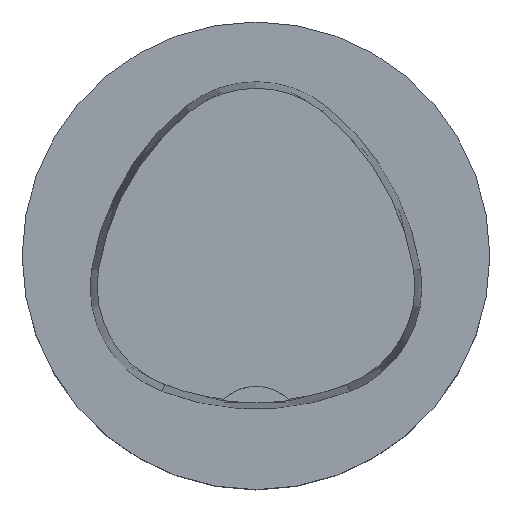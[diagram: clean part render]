
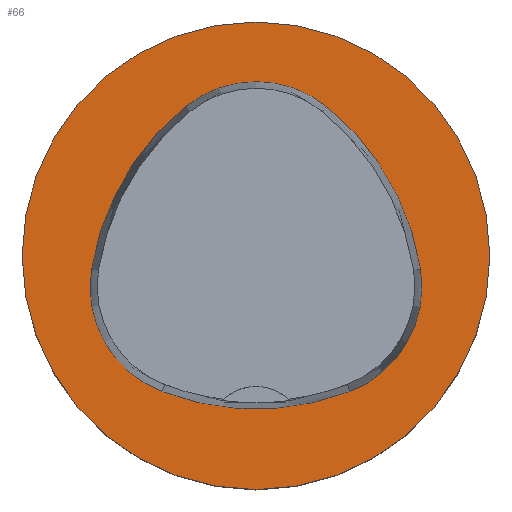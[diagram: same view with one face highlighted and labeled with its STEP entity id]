
A CAD part, top view. The second image highlights one B-rep face of the part: STEP entity #66.
In plain terms, the highlighted planar face has unit normal (0, 0, 1).
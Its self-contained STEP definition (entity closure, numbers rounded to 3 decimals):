
#61=FACE_BOUND('',#95,.T.);
#62=FACE_BOUND('',#96,.T.);
#66=ADVANCED_FACE('',(#61,#62),#77,.F.);
#77=PLANE('',#238);
#95=EDGE_LOOP('',(#111,#112,#113,#114,#115,#116));
#96=EDGE_LOOP('',(#117));
#111=ORIENTED_EDGE('',*,*,#182,.T.);
#112=ORIENTED_EDGE('',*,*,#183,.T.);
#113=ORIENTED_EDGE('',*,*,#184,.T.);
#114=ORIENTED_EDGE('',*,*,#185,.T.);
#115=ORIENTED_EDGE('',*,*,#186,.T.);
#116=ORIENTED_EDGE('',*,*,#187,.T.);
#117=ORIENTED_EDGE('',*,*,#181,.T.);
#162=VERTEX_POINT('',#338);
#163=VERTEX_POINT('',#341);
#164=VERTEX_POINT('',#342);
#165=VERTEX_POINT('',#344);
#166=VERTEX_POINT('',#346);
#167=VERTEX_POINT('',#348);
#168=VERTEX_POINT('',#350);
#181=EDGE_CURVE('',#162,#162,#208,.T.);
#182=EDGE_CURVE('',#163,#164,#209,.T.);
#183=EDGE_CURVE('',#164,#165,#210,.T.);
#184=EDGE_CURVE('',#165,#166,#211,.T.);
#185=EDGE_CURVE('',#166,#167,#212,.T.);
#186=EDGE_CURVE('',#167,#168,#213,.T.);
#187=EDGE_CURVE('',#168,#163,#214,.T.);
#208=CIRCLE('',#230,25.0);
#209=CIRCLE('',#232,28.0);
#210=CIRCLE('',#233,12.0);
#211=CIRCLE('',#234,28.0);
#212=CIRCLE('',#235,12.0);
#213=CIRCLE('',#236,28.0);
#214=CIRCLE('',#237,12.0);
#230=AXIS2_PLACEMENT_3D('',#337,#268,#269);
#232=AXIS2_PLACEMENT_3D('',#340,#272,#273);
#233=AXIS2_PLACEMENT_3D('',#343,#274,#275);
#234=AXIS2_PLACEMENT_3D('',#345,#276,#277);
#235=AXIS2_PLACEMENT_3D('',#347,#278,#279);
#236=AXIS2_PLACEMENT_3D('',#349,#280,#281);
#237=AXIS2_PLACEMENT_3D('',#351,#282,#283);
#238=AXIS2_PLACEMENT_3D('',#352,#284,#285);
#268=DIRECTION('',(0.0,0.0,1.0));
#269=DIRECTION('',(1.0,0.0,0.0));
#272=DIRECTION('',(0.0,0.0,-1.0));
#273=DIRECTION('',(-1.0,0.0,0.0));
#274=DIRECTION('',(0.0,0.0,-1.0));
#275=DIRECTION('',(-1.0,0.0,0.0));
#276=DIRECTION('',(0.0,0.0,-1.0));
#277=DIRECTION('',(-1.0,0.0,0.0));
#278=DIRECTION('',(0.0,0.0,-1.0));
#279=DIRECTION('',(-1.0,0.0,0.0));
#280=DIRECTION('',(0.0,0.0,-1.0));
#281=DIRECTION('',(-1.0,0.0,0.0));
#282=DIRECTION('',(0.0,0.0,-1.0));
#283=DIRECTION('',(-1.0,0.0,0.0));
#284=DIRECTION('',(0.0,0.0,-1.0));
#285=DIRECTION('',(-1.0,0.0,0.0));
#337=CARTESIAN_POINT('',(0.0,0.0,0.0));
#338=CARTESIAN_POINT('',(25.0,0.0,0.0));
#340=CARTESIAN_POINT('',(-0.01,11.631,0.0));
#341=CARTESIAN_POINT('',(10.05,-14.499,0.0));
#342=CARTESIAN_POINT('',(-10.025,-14.516,0.0));
#343=CARTESIAN_POINT('',(-5.733,-3.31,0.0));
#344=CARTESIAN_POINT('',(-17.584,-1.424,0.0));
#345=CARTESIAN_POINT('',(10.068,-5.824,0.0));
#346=CARTESIAN_POINT('',(-7.531,15.953,0.0));
#347=CARTESIAN_POINT('',(0.011,6.62,0.0));
#348=CARTESIAN_POINT('',(7.567,15.942,0.0));
#349=CARTESIAN_POINT('',(-10.063,-5.81,0.0));
#350=CARTESIAN_POINT('',(17.59,-1.418,0.0));
#351=CARTESIAN_POINT('',(5.739,-3.3,0.0));
#352=CARTESIAN_POINT('',(0.0,25.0,0.0));
